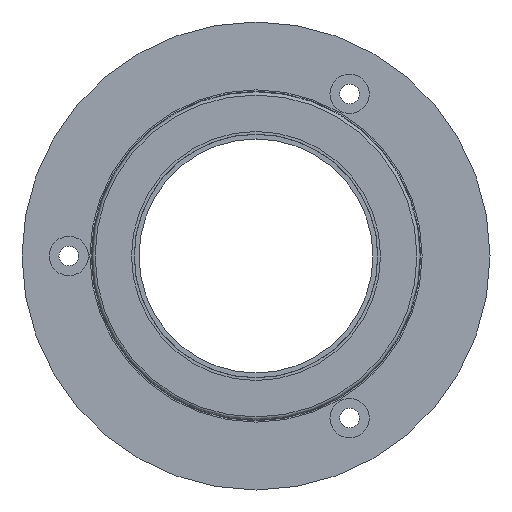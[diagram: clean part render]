
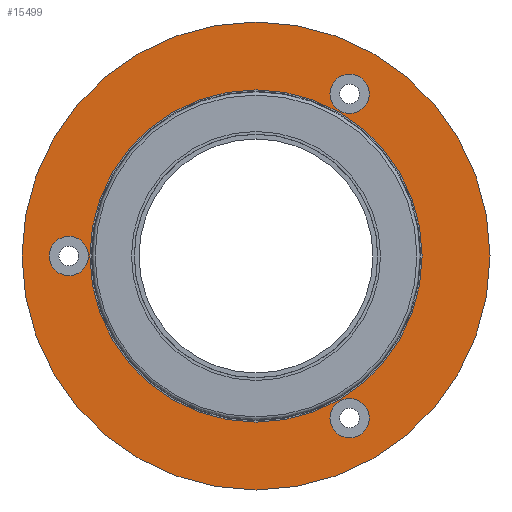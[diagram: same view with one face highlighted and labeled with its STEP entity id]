
A CAD part, left-side view. The second image highlights one B-rep face of the part: STEP entity #15499.
In plain terms, the highlighted planar face has unit normal (-1, 0, 0).
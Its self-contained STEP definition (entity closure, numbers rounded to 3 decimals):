
#527 = AXIS2_PLACEMENT_3D ( 'NONE', #30237, #54342, #22875 ) ;
#622 = VERTEX_POINT ( 'NONE', #13249 ) ;
#1731 = DIRECTION ( 'NONE',  ( 1., 0., 0. ) ) ;
#2214 = CIRCLE ( 'NONE', #40067, 25. ) ;
#4526 = AXIS2_PLACEMENT_3D ( 'NONE', #37003, #80173, #13276 ) ;
#7498 = DIRECTION ( 'NONE',  ( 0., -1., 0. ) ) ;
#13249 = CARTESIAN_POINT ( 'NONE',  ( 2.8, 15., 0. ) ) ;
#13276 = DIRECTION ( 'NONE',  ( 0., 1., 0. ) ) ;
#14436 = CARTESIAN_POINT ( 'NONE',  ( 2.8, 22.1, 0. ) ) ;
#15499 = ADVANCED_FACE ( 'NONE', ( #38527, #45061, #75991, #76397, #70318 ), #50788, .T. ) ;
#16414 = EDGE_LOOP ( 'NONE', ( #40263 ) ) ;
#17959 = EDGE_CURVE ( 'NONE', #61459, #61459, #54085, .T. ) ;
#20911 = CARTESIAN_POINT ( 'NONE',  ( 2.8, 0., 0. ) ) ;
#21520 = EDGE_CURVE ( 'NONE', #622, #622, #70895, .T. ) ;
#22610 = ORIENTED_EDGE ( 'NONE', *, *, #35409, .F. ) ;
#22875 = DIRECTION ( 'NONE',  ( 0., 1., 0. ) ) ;
#23196 = CIRCLE ( 'NONE', #24490, 2.1 ) ;
#24490 = AXIS2_PLACEMENT_3D ( 'NONE', #77803, #70898, #64821 ) ;
#25875 = DIRECTION ( 'NONE',  ( -1., 0., 0. ) ) ;
#26746 = CARTESIAN_POINT ( 'NONE',  ( 2.8, 25., 0. ) ) ;
#27642 = DIRECTION ( 'NONE',  ( 0., 1., 0. ) ) ;
#27705 = ORIENTED_EDGE ( 'NONE', *, *, #36428, .T. ) ;
#27937 = CARTESIAN_POINT ( 'NONE',  ( 2.8, -7.9, 17.321 ) ) ;
#30237 = CARTESIAN_POINT ( 'NONE',  ( 2.8, 0., 0. ) ) ;
#30454 = CARTESIAN_POINT ( 'NONE',  ( 2.8, -7.9, -17.321 ) ) ;
#31041 = EDGE_LOOP ( 'NONE', ( #45560 ) ) ;
#33594 = DIRECTION ( 'NONE',  ( 0., 1., 0. ) ) ;
#33681 = VERTEX_POINT ( 'NONE', #27937 ) ;
#35409 = EDGE_CURVE ( 'NONE', #52064, #52064, #2214, .T. ) ;
#36428 = EDGE_CURVE ( 'NONE', #33681, #33681, #23196, .T. ) ;
#37003 = CARTESIAN_POINT ( 'NONE',  ( 2.8, -10., -17.321 ) ) ;
#38527 = FACE_BOUND ( 'NONE', #16414, .T. ) ;
#38599 = VERTEX_POINT ( 'NONE', #14436 ) ;
#39382 = ORIENTED_EDGE ( 'NONE', *, *, #21520, .T. ) ;
#39498 = CARTESIAN_POINT ( 'NONE',  ( 2.8, 20., 0. ) ) ;
#39915 = CIRCLE ( 'NONE', #42530, 2.1 ) ;
#40067 = AXIS2_PLACEMENT_3D ( 'NONE', #20911, #1731, #33594 ) ;
#40263 = ORIENTED_EDGE ( 'NONE', *, *, #43000, .T. ) ;
#42530 = AXIS2_PLACEMENT_3D ( 'NONE', #39498, #77358, #27642 ) ;
#43000 = EDGE_CURVE ( 'NONE', #38599, #38599, #39915, .T. ) ;
#45061 = FACE_BOUND ( 'NONE', #31041, .T. ) ;
#45560 = ORIENTED_EDGE ( 'NONE', *, *, #17959, .T. ) ;
#47678 = EDGE_LOOP ( 'NONE', ( #27705 ) ) ;
#50788 = PLANE ( 'NONE',  #70932 ) ;
#52064 = VERTEX_POINT ( 'NONE', #26746 ) ;
#54085 = CIRCLE ( 'NONE', #4526, 2.1 ) ;
#54342 = DIRECTION ( 'NONE',  ( 1., 0., 0. ) ) ;
#57936 = EDGE_LOOP ( 'NONE', ( #39382 ) ) ;
#61459 = VERTEX_POINT ( 'NONE', #30454 ) ;
#63413 = CARTESIAN_POINT ( 'NONE',  ( 2.8, 15., 0. ) ) ;
#64821 = DIRECTION ( 'NONE',  ( 0., 1., 0. ) ) ;
#70318 = FACE_OUTER_BOUND ( 'NONE', #75655, .T. ) ;
#70895 = CIRCLE ( 'NONE', #527, 15. ) ;
#70898 = DIRECTION ( 'NONE',  ( 1., 0., 0. ) ) ;
#70932 = AXIS2_PLACEMENT_3D ( 'NONE', #63413, #25875, #7498 ) ;
#75655 = EDGE_LOOP ( 'NONE', ( #22610 ) ) ;
#75991 = FACE_BOUND ( 'NONE', #47678, .T. ) ;
#76397 = FACE_BOUND ( 'NONE', #57936, .T. ) ;
#77358 = DIRECTION ( 'NONE',  ( 1., 0., 0. ) ) ;
#77803 = CARTESIAN_POINT ( 'NONE',  ( 2.8, -10., 17.321 ) ) ;
#80173 = DIRECTION ( 'NONE',  ( 1., 0., 0. ) ) ;
